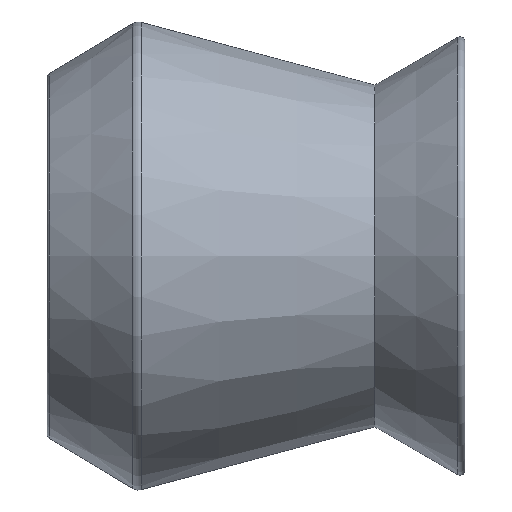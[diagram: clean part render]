
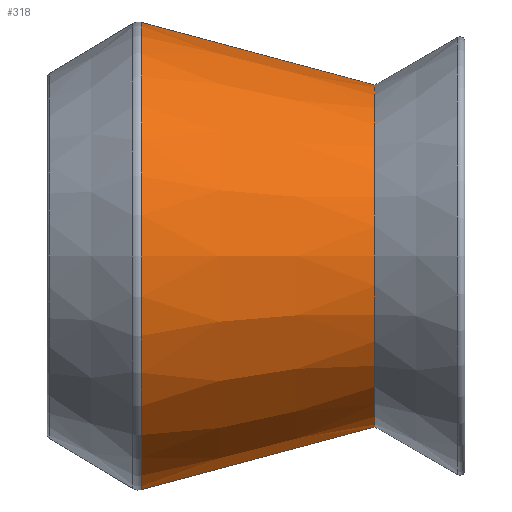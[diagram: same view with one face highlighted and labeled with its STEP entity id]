
A CAD part, front view. The second image highlights one B-rep face of the part: STEP entity #318.
In plain terms, the highlighted conical face has half-angle 15 degrees and reference radius 35.5 mm.
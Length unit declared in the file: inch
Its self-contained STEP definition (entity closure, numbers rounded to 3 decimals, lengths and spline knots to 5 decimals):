
#3 = DIRECTION ( 'NONE',  ( -0.966, 0., 0.259 ) ) ;
#15 = CARTESIAN_POINT ( 'NONE',  ( 0.71177, 1.226, 24. ) ) ;
#18 = DIRECTION ( 'NONE',  ( 0., 0., -1. ) ) ;
#64 = LINE ( 'NONE', #324, #239 ) ;
#74 = FACE_OUTER_BOUND ( 'NONE', #283, .T. ) ;
#91 = CARTESIAN_POINT ( 'NONE',  ( -0.68698, 1.226, 24. ) ) ;
#92 = ORIENTED_EDGE ( 'NONE', *, *, #306, .T. ) ;
#94 = CARTESIAN_POINT ( 'NONE',  ( 0.71177, 1.226, 25.02286 ) ) ;
#155 = DIRECTION ( 'NONE',  ( 1., 0., 0. ) ) ;
#157 = EDGE_CURVE ( 'NONE', #452, #286, #419, .T. ) ;
#169 = AXIS2_PLACEMENT_3D ( 'NONE', #91, #155, #330 ) ;
#183 = DIRECTION ( 'NONE',  ( 0., 0., 1. ) ) ;
#188 = ORIENTED_EDGE ( 'NONE', *, *, #371, .T. ) ;
#207 = CARTESIAN_POINT ( 'NONE',  ( -0.68698, 1.226, 22.60235 ) ) ;
#214 = DIRECTION ( 'NONE',  ( -1., 0., 0. ) ) ;
#229 = DIRECTION ( 'NONE',  ( 1., 0., 0. ) ) ;
#235 = VECTOR ( 'NONE', #403, 39.37008 ) ;
#239 = VECTOR ( 'NONE', #3, 39.37008 ) ;
#243 = AXIS2_PLACEMENT_3D ( 'NONE', #443, #214, #183 ) ;
#245 = CARTESIAN_POINT ( 'NONE',  ( -0.68698, 1.226, 25.39765 ) ) ;
#257 = CIRCLE ( 'NONE', #169, 1.39765 ) ;
#260 = AXIS2_PLACEMENT_3D ( 'NONE', #15, #229, #18 ) ;
#283 = EDGE_LOOP ( 'NONE', ( #426, #427, #92, #188 ) ) ;
#286 = VERTEX_POINT ( 'NONE', #293 ) ;
#293 = CARTESIAN_POINT ( 'NONE',  ( 0.71177, 1.226, 22.97714 ) ) ;
#306 = EDGE_CURVE ( 'NONE', #452, #414, #64, .T. ) ;
#318 = ADVANCED_FACE ( 'NONE', ( #74 ), #389, .T. ) ;
#324 = CARTESIAN_POINT ( 'NONE',  ( -0.68698, 1.226, 25.39765 ) ) ;
#326 = CARTESIAN_POINT ( 'NONE',  ( -0.68698, 1.226, 22.60235 ) ) ;
#330 = DIRECTION ( 'NONE',  ( 0., 0., -1. ) ) ;
#331 = VERTEX_POINT ( 'NONE', #326 ) ;
#371 = EDGE_CURVE ( 'NONE', #414, #331, #257, .T. ) ;
#389 = CONICAL_SURFACE ( 'NONE', #243, 1.39765, 0.262 ) ;
#391 = LINE ( 'NONE', #207, #235 ) ;
#403 = DIRECTION ( 'NONE',  ( -0.966, 0., -0.259 ) ) ;
#414 = VERTEX_POINT ( 'NONE', #245 ) ;
#419 = CIRCLE ( 'NONE', #260, 1.02286 ) ;
#426 = ORIENTED_EDGE ( 'NONE', *, *, #453, .F. ) ;
#427 = ORIENTED_EDGE ( 'NONE', *, *, #157, .F. ) ;
#443 = CARTESIAN_POINT ( 'NONE',  ( -0.68698, 1.226, 24. ) ) ;
#452 = VERTEX_POINT ( 'NONE', #94 ) ;
#453 = EDGE_CURVE ( 'NONE', #286, #331, #391, .T. ) ;
